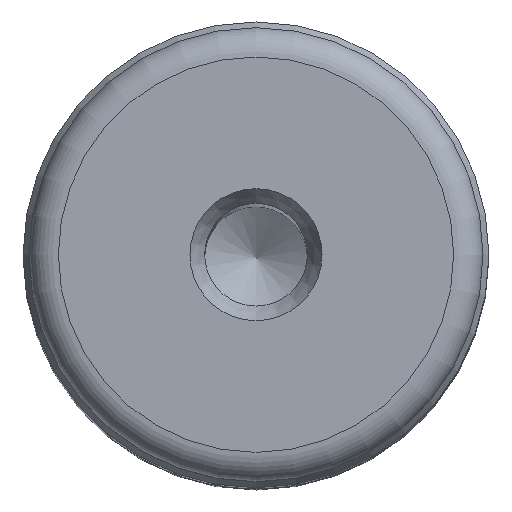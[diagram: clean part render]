
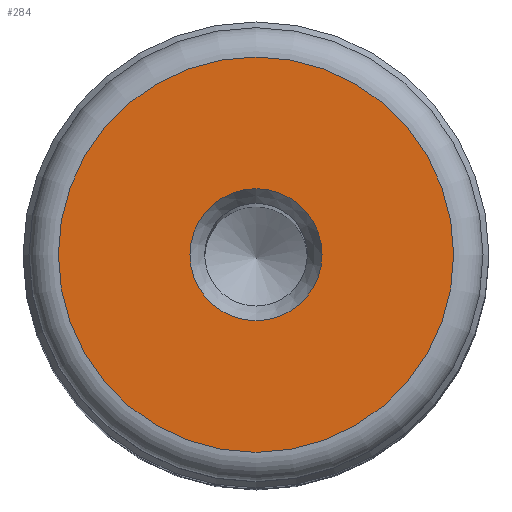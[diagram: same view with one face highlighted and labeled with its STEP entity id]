
A CAD part, top view. The second image highlights one B-rep face of the part: STEP entity #284.
In plain terms, the highlighted planar face has unit normal (0, 0, 1).
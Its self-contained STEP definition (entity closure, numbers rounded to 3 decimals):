
#212=FACE_BOUND('',#349,.T.);
#213=FACE_BOUND('',#350,.T.);
#284=ADVANCED_FACE('',(#212,#213),#323,.T.);
#323=PLANE('',#725);
#349=EDGE_LOOP('',(#440));
#350=EDGE_LOOP('',(#441));
#440=ORIENTED_EDGE('',*,*,#588,.T.);
#441=ORIENTED_EDGE('',*,*,#589,.T.);
#540=VERTEX_POINT('',#1262);
#541=VERTEX_POINT('',#1264);
#588=EDGE_CURVE('',#540,#540,#631,.T.);
#589=EDGE_CURVE('',#541,#541,#632,.T.);
#631=CIRCLE('',#723,2.25);
#632=CIRCLE('',#724,6.738);
#723=AXIS2_PLACEMENT_3D('',#1261,#815,#816);
#724=AXIS2_PLACEMENT_3D('',#1263,#817,#818);
#725=AXIS2_PLACEMENT_3D('',#1265,#819,#820);
#815=DIRECTION('',(0.,0.,-1.));
#816=DIRECTION('',(0.,-1.,0.));
#817=DIRECTION('',(0.,0.,1.));
#818=DIRECTION('',(0.,-1.,0.));
#819=DIRECTION('',(0.,0.,1.));
#820=DIRECTION('',(0.,-1.,0.));
#1261=CARTESIAN_POINT('',(0.,0.,82.55));
#1262=CARTESIAN_POINT('',(0.,-2.25,82.55));
#1263=CARTESIAN_POINT('',(0.,0.,82.55));
#1264=CARTESIAN_POINT('',(0.,-6.737,82.55));
#1265=CARTESIAN_POINT('',(0.,0.,82.55));
